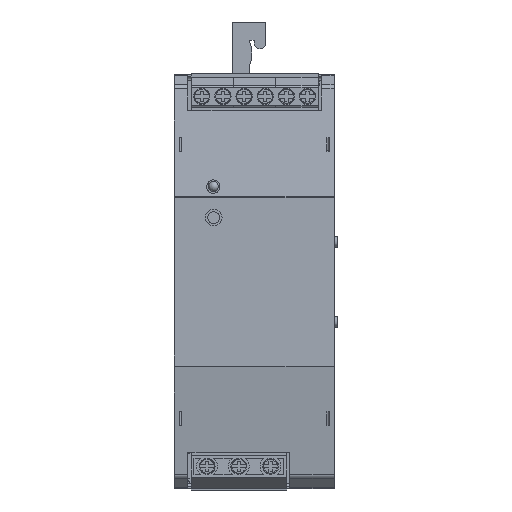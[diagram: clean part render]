
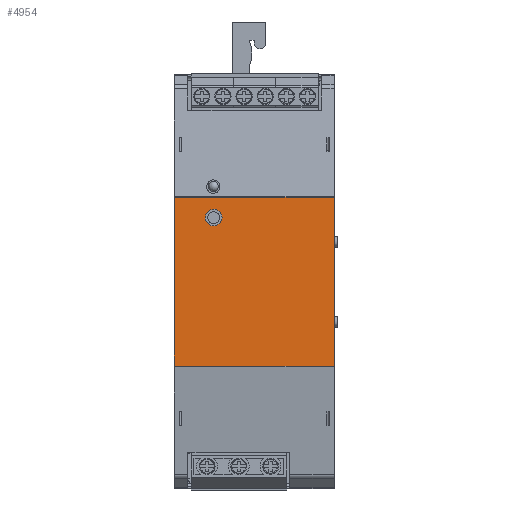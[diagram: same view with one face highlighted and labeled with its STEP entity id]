
A CAD part, front view. The second image highlights one B-rep face of the part: STEP entity #4954.
In plain terms, the highlighted planar face has unit normal (0, -1, 0).
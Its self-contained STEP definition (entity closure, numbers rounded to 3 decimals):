
#4954 = ADVANCED_FACE( '', ( #11645, #11646 ), #11647, .T. );
#11645 = FACE_OUTER_BOUND( '', #22704, .T. );
#11646 = FACE_BOUND( '', #22705, .T. );
#11647 = PLANE( '', #22706 );
#22704 = EDGE_LOOP( '', ( #42171, #42172, #42173, #42174 ) );
#22705 = EDGE_LOOP( '', ( #42175 ) );
#22706 = AXIS2_PLACEMENT_3D( '', #42176, #42177, #42178 );
#42171 = ORIENTED_EDGE( '', *, *, #62896, .F. );
#42172 = ORIENTED_EDGE( '', *, *, #63048, .F. );
#42173 = ORIENTED_EDGE( '', *, *, #63049, .T. );
#42174 = ORIENTED_EDGE( '', *, *, #62605, .T. );
#42175 = ORIENTED_EDGE( '', *, *, #62038, .F. );
#42176 = CARTESIAN_POINT( '', ( -22.5, -55.11, -25.39 ) );
#42177 = DIRECTION( '', ( 0., -1., 0. ) );
#42178 = DIRECTION( '', ( -1., 0., 0. ) );
#62038 = EDGE_CURVE( '', #76238, #76238, #76239, .T. );
#62605 = EDGE_CURVE( '', #77129, #77126, #77130, .T. );
#62896 = EDGE_CURVE( '', #77554, #77126, #77556, .T. );
#63048 = EDGE_CURVE( '', #77772, #77554, #77773, .T. );
#63049 = EDGE_CURVE( '', #77772, #77129, #77774, .T. );
#76238 = VERTEX_POINT( '', #96418 );
#76239 = CIRCLE( '', #96419, 2.5 );
#77126 = VERTEX_POINT( '', #97781 );
#77129 = VERTEX_POINT( '', #97784 );
#77130 = LINE( '', #97785, #97786 );
#77554 = VERTEX_POINT( '', #98498 );
#77556 = LINE( '', #98500, #98501 );
#77772 = VERTEX_POINT( '', #98833 );
#77773 = LINE( '', #98834, #98835 );
#77774 = LINE( '', #98836, #98837 );
#96418 = CARTESIAN_POINT( '', ( -8.205, -55.11, 19.266 ) );
#96419 = AXIS2_PLACEMENT_3D( '', #112072, #112073, #112074 );
#97781 = CARTESIAN_POINT( '', ( 25.5, -55.11, -25.322 ) );
#97784 = CARTESIAN_POINT( '', ( -22.5, -55.11, -25.322 ) );
#97785 = CARTESIAN_POINT( '', ( -22.5, -55.11, -25.322 ) );
#97786 = VECTOR( '', #112539, 1000. );
#98498 = CARTESIAN_POINT( '', ( 25.5, -55.11, 25.322 ) );
#98500 = CARTESIAN_POINT( '', ( 25.5, -55.11, -25.39 ) );
#98501 = VECTOR( '', #112767, 1000. );
#98833 = CARTESIAN_POINT( '', ( -22.5, -55.11, 25.322 ) );
#98834 = CARTESIAN_POINT( '', ( -22.5, -55.11, 25.322 ) );
#98835 = VECTOR( '', #112895, 1000. );
#98836 = CARTESIAN_POINT( '', ( -22.5, -55.11, -25.39 ) );
#98837 = VECTOR( '', #112896, 1000. );
#112072 = CARTESIAN_POINT( '', ( -10.705, -55.11, 19.266 ) );
#112073 = DIRECTION( '', ( 0., -1., 0. ) );
#112074 = DIRECTION( '', ( 1., 0., 0. ) );
#112539 = DIRECTION( '', ( 1., 0., 0. ) );
#112767 = DIRECTION( '', ( 0., 0., -1. ) );
#112895 = DIRECTION( '', ( 1., 0., 0. ) );
#112896 = DIRECTION( '', ( 0., 0., -1. ) );
